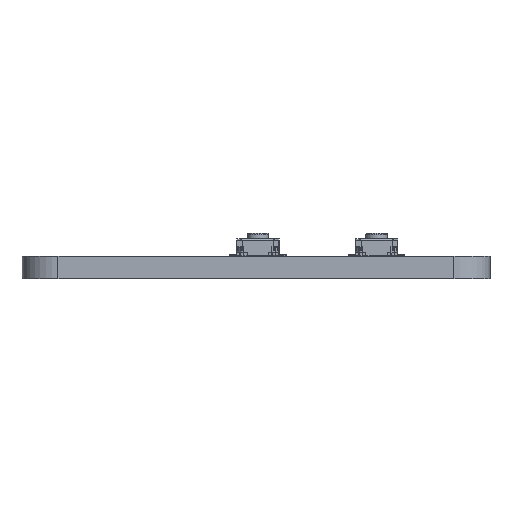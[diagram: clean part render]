
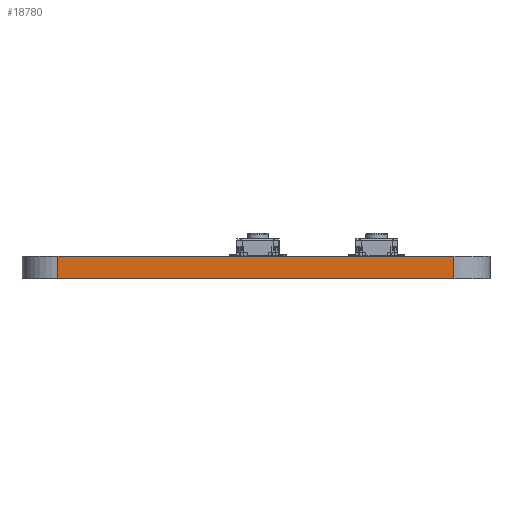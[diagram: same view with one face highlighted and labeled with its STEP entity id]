
A CAD part, front view. The second image highlights one B-rep face of the part: STEP entity #18780.
In plain terms, the highlighted planar face has unit normal (0, -1, 0).
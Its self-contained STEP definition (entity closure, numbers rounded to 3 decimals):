
#18662 = EDGE_CURVE('',#18663,#18665,#18667,.T.);
#18663 = VERTEX_POINT('',#18664);
#18664 = CARTESIAN_POINT('',(27.94,-2.539,0.));
#18665 = VERTEX_POINT('',#18666);
#18666 = CARTESIAN_POINT('',(27.94,-2.539,1.6));
#18667 = SURFACE_CURVE('',#18668,(#18672,#18684),.PCURVE_S1.);
#18668 = LINE('',#18669,#18670);
#18669 = CARTESIAN_POINT('',(27.94,-2.539,0.));
#18670 = VECTOR('',#18671,1.);
#18671 = DIRECTION('',(0.,0.,1.));
#18672 = PCURVE('',#18673,#18678);
#18673 = CYLINDRICAL_SURFACE('',#18674,2.54);
#18674 = AXIS2_PLACEMENT_3D('',#18675,#18676,#18677);
#18675 = CARTESIAN_POINT('',(27.94,-0.,0.));
#18676 = DIRECTION('',(-0.,-0.,-1.));
#18677 = DIRECTION('',(1.,0.,-0.));
#18678 = DEFINITIONAL_REPRESENTATION('',(#18679),#18683);
#18679 = LINE('',#18680,#18681);
#18680 = CARTESIAN_POINT('',(-4.712,0.));
#18681 = VECTOR('',#18682,1.);
#18682 = DIRECTION('',(-0.,-1.));
#18683 = ( GEOMETRIC_REPRESENTATION_CONTEXT(2) 
PARAMETRIC_REPRESENTATION_CONTEXT() REPRESENTATION_CONTEXT('2D SPACE',''
  ) );
#18684 = PCURVE('',#18685,#18690);
#18685 = PLANE('',#18686);
#18686 = AXIS2_PLACEMENT_3D('',#18687,#18688,#18689);
#18687 = CARTESIAN_POINT('',(27.94,-2.539,0.));
#18688 = DIRECTION('',(0.,-1.,0.));
#18689 = DIRECTION('',(-1.,0.,0.));
#18690 = DEFINITIONAL_REPRESENTATION('',(#18691),#18695);
#18691 = LINE('',#18692,#18693);
#18692 = CARTESIAN_POINT('',(0.,0.));
#18693 = VECTOR('',#18694,1.);
#18694 = DIRECTION('',(0.,-1.));
#18695 = ( GEOMETRIC_REPRESENTATION_CONTEXT(2) 
PARAMETRIC_REPRESENTATION_CONTEXT() REPRESENTATION_CONTEXT('2D SPACE',''
  ) );
#18714 = PLANE('',#18715);
#18715 = AXIS2_PLACEMENT_3D('',#18716,#18717,#18718);
#18716 = CARTESIAN_POINT('',(13.97,22.86,1.6));
#18717 = DIRECTION('',(0.,0.,1.));
#18718 = DIRECTION('',(1.,0.,-0.));
#18769 = PLANE('',#18770);
#18770 = AXIS2_PLACEMENT_3D('',#18771,#18772,#18773);
#18771 = CARTESIAN_POINT('',(13.97,22.86,0.));
#18772 = DIRECTION('',(0.,0.,1.));
#18773 = DIRECTION('',(1.,0.,-0.));
#18780 = ADVANCED_FACE('',(#18781),#18685,.T.);
#18781 = FACE_BOUND('',#18782,.T.);
#18782 = EDGE_LOOP('',(#18783,#18784,#18807,#18835));
#18783 = ORIENTED_EDGE('',*,*,#18662,.T.);
#18784 = ORIENTED_EDGE('',*,*,#18785,.T.);
#18785 = EDGE_CURVE('',#18665,#18786,#18788,.T.);
#18786 = VERTEX_POINT('',#18787);
#18787 = CARTESIAN_POINT('',(0.,-2.54,1.6));
#18788 = SURFACE_CURVE('',#18789,(#18793,#18800),.PCURVE_S1.);
#18789 = LINE('',#18790,#18791);
#18790 = CARTESIAN_POINT('',(27.94,-2.539,1.6));
#18791 = VECTOR('',#18792,1.);
#18792 = DIRECTION('',(-1.,0.,0.));
#18793 = PCURVE('',#18685,#18794);
#18794 = DEFINITIONAL_REPRESENTATION('',(#18795),#18799);
#18795 = LINE('',#18796,#18797);
#18796 = CARTESIAN_POINT('',(0.,-1.6));
#18797 = VECTOR('',#18798,1.);
#18798 = DIRECTION('',(1.,0.));
#18799 = ( GEOMETRIC_REPRESENTATION_CONTEXT(2) 
PARAMETRIC_REPRESENTATION_CONTEXT() REPRESENTATION_CONTEXT('2D SPACE',''
  ) );
#18800 = PCURVE('',#18714,#18801);
#18801 = DEFINITIONAL_REPRESENTATION('',(#18802),#18806);
#18802 = LINE('',#18803,#18804);
#18803 = CARTESIAN_POINT('',(13.97,-25.4));
#18804 = VECTOR('',#18805,1.);
#18805 = DIRECTION('',(-1.,0.));
#18806 = ( GEOMETRIC_REPRESENTATION_CONTEXT(2) 
PARAMETRIC_REPRESENTATION_CONTEXT() REPRESENTATION_CONTEXT('2D SPACE',''
  ) );
#18807 = ORIENTED_EDGE('',*,*,#18808,.F.);
#18808 = EDGE_CURVE('',#18809,#18786,#18811,.T.);
#18809 = VERTEX_POINT('',#18810);
#18810 = CARTESIAN_POINT('',(0.,-2.54,0.));
#18811 = SURFACE_CURVE('',#18812,(#18816,#18823),.PCURVE_S1.);
#18812 = LINE('',#18813,#18814);
#18813 = CARTESIAN_POINT('',(0.,-2.54,0.));
#18814 = VECTOR('',#18815,1.);
#18815 = DIRECTION('',(0.,0.,1.));
#18816 = PCURVE('',#18685,#18817);
#18817 = DEFINITIONAL_REPRESENTATION('',(#18818),#18822);
#18818 = LINE('',#18819,#18820);
#18819 = CARTESIAN_POINT('',(27.94,0.));
#18820 = VECTOR('',#18821,1.);
#18821 = DIRECTION('',(0.,-1.));
#18822 = ( GEOMETRIC_REPRESENTATION_CONTEXT(2) 
PARAMETRIC_REPRESENTATION_CONTEXT() REPRESENTATION_CONTEXT('2D SPACE',''
  ) );
#18823 = PCURVE('',#18824,#18829);
#18824 = CYLINDRICAL_SURFACE('',#18825,2.54);
#18825 = AXIS2_PLACEMENT_3D('',#18826,#18827,#18828);
#18826 = CARTESIAN_POINT('',(0.,-0.,0.));
#18827 = DIRECTION('',(-0.,-0.,-1.));
#18828 = DIRECTION('',(1.,0.,-0.));
#18829 = DEFINITIONAL_REPRESENTATION('',(#18830),#18834);
#18830 = LINE('',#18831,#18832);
#18831 = CARTESIAN_POINT('',(-4.712,0.));
#18832 = VECTOR('',#18833,1.);
#18833 = DIRECTION('',(-0.,-1.));
#18834 = ( GEOMETRIC_REPRESENTATION_CONTEXT(2) 
PARAMETRIC_REPRESENTATION_CONTEXT() REPRESENTATION_CONTEXT('2D SPACE',''
  ) );
#18835 = ORIENTED_EDGE('',*,*,#18836,.F.);
#18836 = EDGE_CURVE('',#18663,#18809,#18837,.T.);
#18837 = SURFACE_CURVE('',#18838,(#18842,#18849),.PCURVE_S1.);
#18838 = LINE('',#18839,#18840);
#18839 = CARTESIAN_POINT('',(27.94,-2.539,0.));
#18840 = VECTOR('',#18841,1.);
#18841 = DIRECTION('',(-1.,0.,0.));
#18842 = PCURVE('',#18685,#18843);
#18843 = DEFINITIONAL_REPRESENTATION('',(#18844),#18848);
#18844 = LINE('',#18845,#18846);
#18845 = CARTESIAN_POINT('',(0.,0.));
#18846 = VECTOR('',#18847,1.);
#18847 = DIRECTION('',(1.,0.));
#18848 = ( GEOMETRIC_REPRESENTATION_CONTEXT(2) 
PARAMETRIC_REPRESENTATION_CONTEXT() REPRESENTATION_CONTEXT('2D SPACE',''
  ) );
#18849 = PCURVE('',#18769,#18850);
#18850 = DEFINITIONAL_REPRESENTATION('',(#18851),#18855);
#18851 = LINE('',#18852,#18853);
#18852 = CARTESIAN_POINT('',(13.97,-25.4));
#18853 = VECTOR('',#18854,1.);
#18854 = DIRECTION('',(-1.,0.));
#18855 = ( GEOMETRIC_REPRESENTATION_CONTEXT(2) 
PARAMETRIC_REPRESENTATION_CONTEXT() REPRESENTATION_CONTEXT('2D SPACE',''
  ) );
